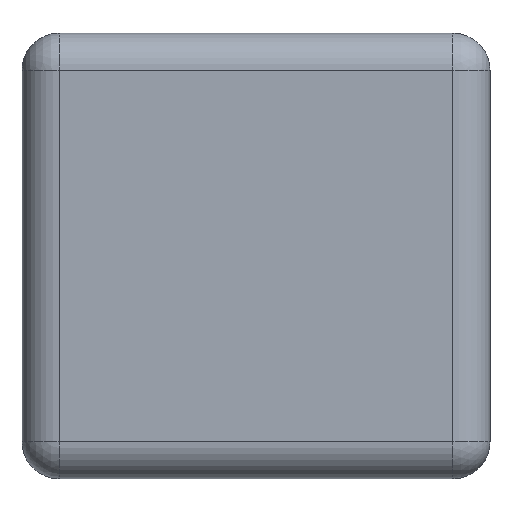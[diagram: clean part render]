
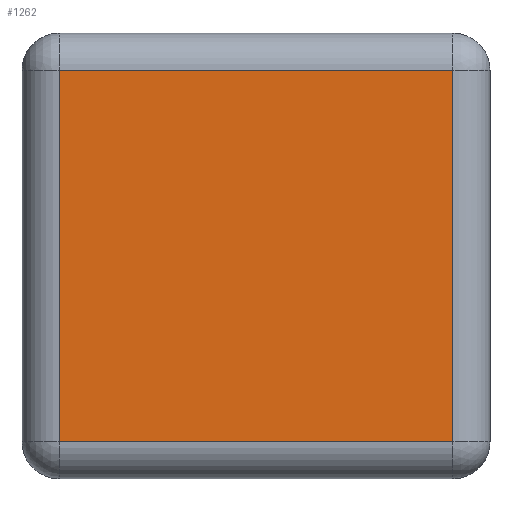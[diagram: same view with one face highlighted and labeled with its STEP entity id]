
A CAD part, left-side view. The second image highlights one B-rep face of the part: STEP entity #1262.
In plain terms, the highlighted planar face has unit normal (-1, 0, 0).
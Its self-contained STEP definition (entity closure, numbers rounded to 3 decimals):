
#301 = DIRECTION ( 'NONE',  ( 0., 0., 1. ) ) ;
#302 = VECTOR ( 'NONE', #301, 1000. ) ;
#303 = CARTESIAN_POINT ( 'NONE',  ( -0.65, 0.05, 0.3 ) ) ;
#304 = LINE ( 'NONE', #303, #302 ) ;
#306 = CARTESIAN_POINT ( 'NONE',  ( -0.65, 0.05, -0.25 ) ) ;
#307 = DIRECTION ( 'NONE',  ( 0., -1., 0. ) ) ;
#308 = VECTOR ( 'NONE', #307, 1000. ) ;
#309 = CARTESIAN_POINT ( 'NONE',  ( -0.65, 0.63, -0.25 ) ) ;
#310 = LINE ( 'NONE', #309, #308 ) ;
#311 = CARTESIAN_POINT ( 'NONE',  ( -0.65, 0.58, -0.25 ) ) ;
#342 = PLANE ( 'NONE',  #395 ) ;
#357 = FACE_OUTER_BOUND ( 'NONE', #1263, .T. ) ;
#387 = DIRECTION ( 'NONE',  ( 0., 1., 0. ) ) ;
#388 = VECTOR ( 'NONE', #387, 1000. ) ;
#389 = CARTESIAN_POINT ( 'NONE',  ( -0.65, 0.63, 0.25 ) ) ;
#390 = LINE ( 'NONE', #389, #388 ) ;
#392 = DIRECTION ( 'NONE',  ( 0., 0., -1. ) ) ;
#393 = DIRECTION ( 'NONE',  ( 1., 0., 0. ) ) ;
#394 = CARTESIAN_POINT ( 'NONE',  ( -0.65, 0.63, 0.3 ) ) ;
#395 = AXIS2_PLACEMENT_3D ( 'NONE', #394, #393, #392 ) ;
#543 = DIRECTION ( 'NONE',  ( 0., 0., -1. ) ) ;
#544 = VECTOR ( 'NONE', #543, 1000. ) ;
#545 = CARTESIAN_POINT ( 'NONE',  ( -0.65, 0.58, 0.3 ) ) ;
#546 = LINE ( 'NONE', #545, #544 ) ;
#547 = CARTESIAN_POINT ( 'NONE',  ( -0.65, 0.58, 0.25 ) ) ;
#548 = CARTESIAN_POINT ( 'NONE',  ( -0.65, 0.05, 0.25 ) ) ;
#1244 = VERTEX_POINT ( 'NONE', #311 ) ;
#1245 = ORIENTED_EDGE ( 'NONE', *, *, #1246, .T. ) ;
#1246 = EDGE_CURVE ( 'NONE', #1244, #1247, #310, .T. ) ;
#1247 = VERTEX_POINT ( 'NONE', #306 ) ;
#1248 = ORIENTED_EDGE ( 'NONE', *, *, #1249, .T. ) ;
#1249 = EDGE_CURVE ( 'NONE', #1247, #1318, #304, .T. ) ;
#1262 = ADVANCED_FACE ( 'NONE', ( #357 ), #342, .F. ) ;
#1263 = EDGE_LOOP ( 'NONE', ( #1264, #1320, #1245, #1248 ) ) ;
#1264 = ORIENTED_EDGE ( 'NONE', *, *, #1265, .T. ) ;
#1265 = EDGE_CURVE ( 'NONE', #1318, #1319, #390, .T. ) ;
#1318 = VERTEX_POINT ( 'NONE', #548 ) ;
#1319 = VERTEX_POINT ( 'NONE', #547 ) ;
#1320 = ORIENTED_EDGE ( 'NONE', *, *, #1321, .T. ) ;
#1321 = EDGE_CURVE ( 'NONE', #1319, #1244, #546, .T. ) ;
